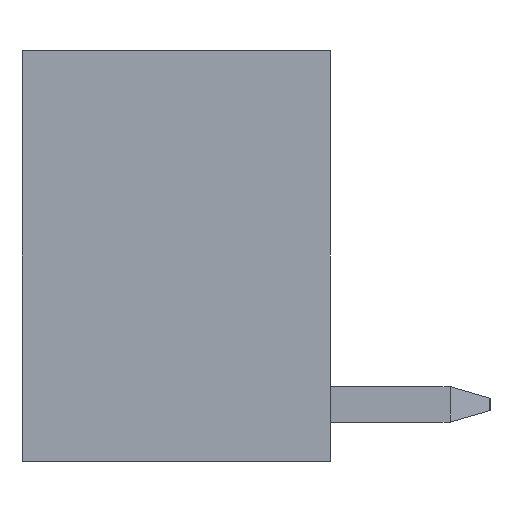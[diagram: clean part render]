
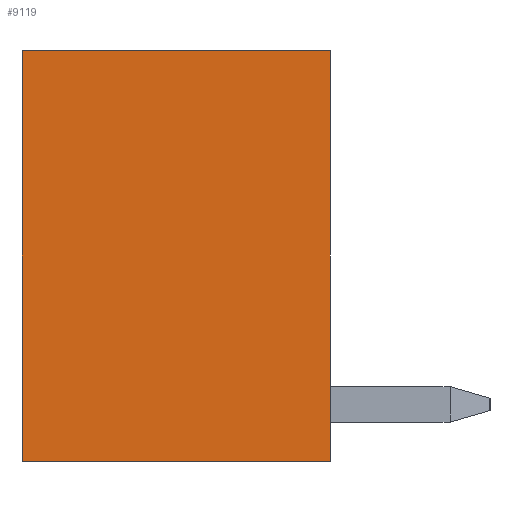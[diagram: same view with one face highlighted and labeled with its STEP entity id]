
A CAD part, left-side view. The second image highlights one B-rep face of the part: STEP entity #9119.
In plain terms, the highlighted planar face has unit normal (-1, 0, 0).
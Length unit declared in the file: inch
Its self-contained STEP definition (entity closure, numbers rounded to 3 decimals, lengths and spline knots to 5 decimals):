
#1=DIRECTION('',(0.,-1.,0.));
#2=VECTOR('',#1,0.27);
#3=CARTESIAN_POINT('',(-1.13,0.27,0.18));
#4=LINE('',#3,#2);
#929=DIRECTION('',(0.,0.,-1.));
#930=VECTOR('',#929,0.36);
#931=CARTESIAN_POINT('',(-1.13,0.27,0.18));
#932=LINE('',#931,#930);
#933=DIRECTION('',(0.,0.,-1.));
#934=VECTOR('',#933,0.36);
#935=CARTESIAN_POINT('',(-1.13,0.,0.18));
#936=LINE('',#935,#934);
#1201=DIRECTION('',(0.,-1.,0.));
#1202=VECTOR('',#1201,0.27);
#1203=CARTESIAN_POINT('',(-1.13,0.27,-0.18));
#1204=LINE('',#1203,#1202);
#6545=CARTESIAN_POINT('',(-1.13,0.27,0.18));
#6546=CARTESIAN_POINT('',(-1.13,0.,0.18));
#6547=VERTEX_POINT('',#6545);
#6548=VERTEX_POINT('',#6546);
#6553=CARTESIAN_POINT('',(-1.13,0.27,-0.18));
#6554=CARTESIAN_POINT('',(-1.13,0.,-0.18));
#6555=VERTEX_POINT('',#6553);
#6556=VERTEX_POINT('',#6554);
#9105=CARTESIAN_POINT('',(-1.13,0.27,0.18));
#9106=DIRECTION('',(-1.,0.,0.));
#9107=DIRECTION('',(0.,-1.,0.));
#9108=AXIS2_PLACEMENT_3D('',#9105,#9106,#9107);
#9109=PLANE('',#9108);
#9110=ORIENTED_EDGE('',*,*,#8614,.T.);
#9112=ORIENTED_EDGE('',*,*,#9111,.T.);
#9114=ORIENTED_EDGE('',*,*,#9113,.F.);
#9116=ORIENTED_EDGE('',*,*,#9115,.F.);
#9117=EDGE_LOOP('',(#9110,#9112,#9114,#9116));
#9118=FACE_OUTER_BOUND('',#9117,.F.);
#9119=ADVANCED_FACE('',(#9118),#9109,.T.);
#8614=EDGE_CURVE('',#6547,#6548,#4,.T.);
#9111=EDGE_CURVE('',#6548,#6556,#936,.T.);
#9113=EDGE_CURVE('',#6555,#6556,#1204,.T.);
#9115=EDGE_CURVE('',#6547,#6555,#932,.T.);
